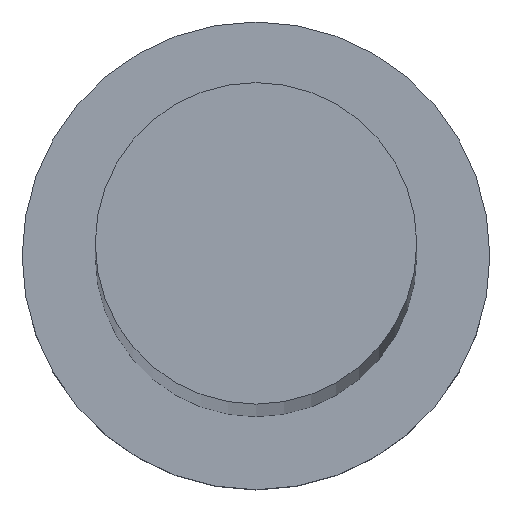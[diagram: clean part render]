
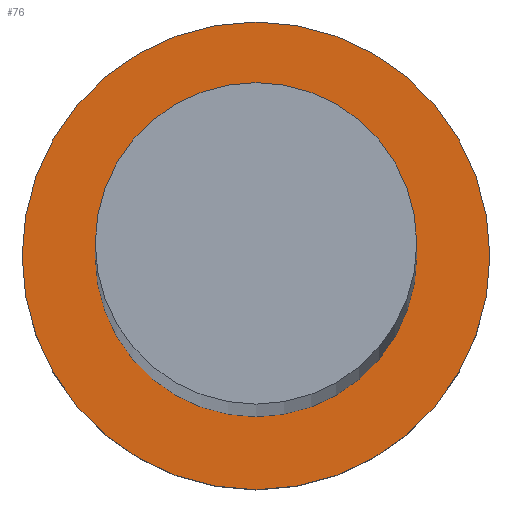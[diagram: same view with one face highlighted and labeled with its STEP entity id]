
A CAD part, top view. The second image highlights one B-rep face of the part: STEP entity #76.
In plain terms, the highlighted planar face has unit normal (0, 0, 1).
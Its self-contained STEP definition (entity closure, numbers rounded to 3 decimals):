
#8 = DIRECTION ( 'NONE',  ( 1., 0., 0. ) ) ;
#25 = FACE_BOUND ( 'NONE', #147, .T. ) ;
#29 = VERTEX_POINT ( 'NONE', #126 ) ;
#34 = CARTESIAN_POINT ( 'NONE',  ( 8., 0., 5. ) ) ;
#49 = CARTESIAN_POINT ( 'NONE',  ( -8., 0., 5. ) ) ;
#62 = AXIS2_PLACEMENT_3D ( 'NONE', #247, #73, #70 ) ;
#63 = PLANE ( 'NONE',  #196 ) ;
#64 = CARTESIAN_POINT ( 'NONE',  ( 0., 0., 5. ) ) ;
#70 = DIRECTION ( 'NONE',  ( 1., 0., 0. ) ) ;
#73 = DIRECTION ( 'NONE',  ( 0., 0., 1. ) ) ;
#75 = AXIS2_PLACEMENT_3D ( 'NONE', #216, #89, #133 ) ;
#76 = ADVANCED_FACE ( 'NONE', ( #25, #244 ), #63, .T. ) ;
#84 = DIRECTION ( 'NONE',  ( 0., 0., 1. ) ) ;
#89 = DIRECTION ( 'NONE',  ( 0., 0., 1. ) ) ;
#90 = EDGE_CURVE ( 'NONE', #185, #167, #192, .T. ) ;
#97 = EDGE_CURVE ( 'NONE', #99, #29, #224, .T. ) ;
#99 = VERTEX_POINT ( 'NONE', #116 ) ;
#100 = CIRCLE ( 'NONE', #75, 8. ) ;
#108 = EDGE_CURVE ( 'NONE', #29, #99, #117, .T. ) ;
#116 = CARTESIAN_POINT ( 'NONE',  ( 5.5, 0., 5. ) ) ;
#117 = CIRCLE ( 'NONE', #62, 5.5 ) ;
#119 = EDGE_CURVE ( 'NONE', #167, #185, #100, .T. ) ;
#126 = CARTESIAN_POINT ( 'NONE',  ( -5.5, 0., 5. ) ) ;
#127 = ORIENTED_EDGE ( 'NONE', *, *, #108, .F. ) ;
#130 = DIRECTION ( 'NONE',  ( 0., 0., 1. ) ) ;
#133 = DIRECTION ( 'NONE',  ( 1., 0., 0. ) ) ;
#142 = ORIENTED_EDGE ( 'NONE', *, *, #119, .T. ) ;
#144 = ORIENTED_EDGE ( 'NONE', *, *, #97, .F. ) ;
#147 = EDGE_LOOP ( 'NONE', ( #127, #144 ) ) ;
#150 = CARTESIAN_POINT ( 'NONE',  ( 0., 0., 5. ) ) ;
#153 = DIRECTION ( 'NONE',  ( 0., 0., 1. ) ) ;
#154 = ORIENTED_EDGE ( 'NONE', *, *, #90, .T. ) ;
#167 = VERTEX_POINT ( 'NONE', #49 ) ;
#180 = EDGE_LOOP ( 'NONE', ( #142, #154 ) ) ;
#185 = VERTEX_POINT ( 'NONE', #34 ) ;
#192 = CIRCLE ( 'NONE', #201, 8. ) ;
#196 = AXIS2_PLACEMENT_3D ( 'NONE', #150, #84, #8 ) ;
#201 = AXIS2_PLACEMENT_3D ( 'NONE', #226, #130, #246 ) ;
#216 = CARTESIAN_POINT ( 'NONE',  ( 0., 0., 5. ) ) ;
#224 = CIRCLE ( 'NONE', #236, 5.5 ) ;
#226 = CARTESIAN_POINT ( 'NONE',  ( 0., 0., 5. ) ) ;
#232 = DIRECTION ( 'NONE',  ( 1., 0., 0. ) ) ;
#236 = AXIS2_PLACEMENT_3D ( 'NONE', #64, #153, #232 ) ;
#244 = FACE_OUTER_BOUND ( 'NONE', #180, .T. ) ;
#246 = DIRECTION ( 'NONE',  ( 1., 0., 0. ) ) ;
#247 = CARTESIAN_POINT ( 'NONE',  ( 0., 0., 5. ) ) ;
